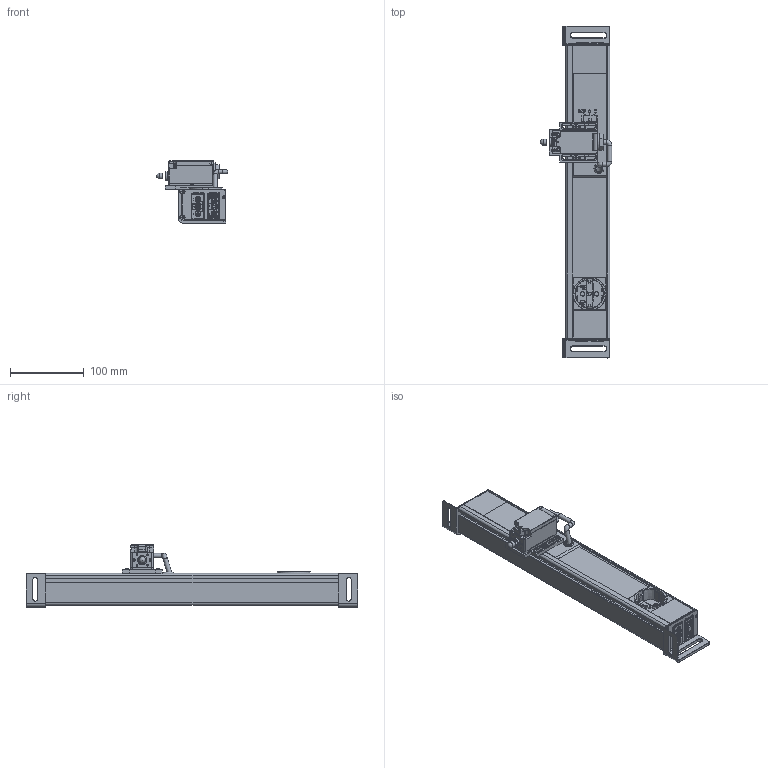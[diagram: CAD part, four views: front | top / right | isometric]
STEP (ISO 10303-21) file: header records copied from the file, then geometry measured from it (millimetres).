
FILE_DESCRIPTION(/* description */ (''),/* implementation_level */ '2;1');
FILE_NAME(/* name */ '111023_LED-A-450-SK-PK-E-VK.stp',/* time_stamp */ '2023-02-11T21:16:37+01:00',/* author */ ('cad'),/* organization */ (''),/* preprocessor_version */ 'ST-DEVELOPER v15.6',/* originating_system */ 'Autodesk Inventor 2015',/* authorisation */ '');
FILE_SCHEMA (('AUTOMOTIVE_DESIGN { 1 0 10303 214 3 1 1 }'));
Products named in the file (1): 111023_LED-A-450-SK-PK-E-VK_Shrinkwrap_1
Bounding box: 97 x 450 x 84.1 mm (x, y, z)
Surface area: 236801.6 mm2 (no closed solid volume)
Topology: 0 solids, 131 shells, 2760 faces, 10361 edges, 7652 vertices
Faces by surface type: plane 2108, cylinder 487, bspline 65, cone 62, sphere 30, torus 8
Full cylindrical faces by diameter (mm): 2.797 x1, 2.8 x2, 3 x2, 5.5 x2, 6 x4, 8 x1, 24 x1, 36.995 x1
Entity records: 116022 total; most frequent: CARTESIAN_POINT 28852, ORIENTED_EDGE 17041, DIRECTION 16562, EDGE_CURVE 10296, LINE 8078, VECTOR 8078, VERTEX_POINT 7640, AXIS2_PLACEMENT_3D 4242
